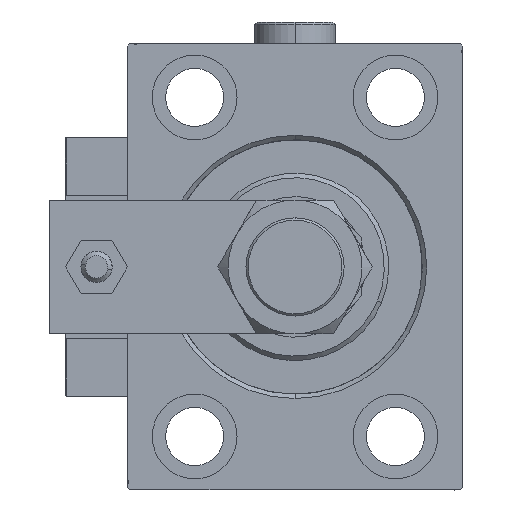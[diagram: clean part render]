
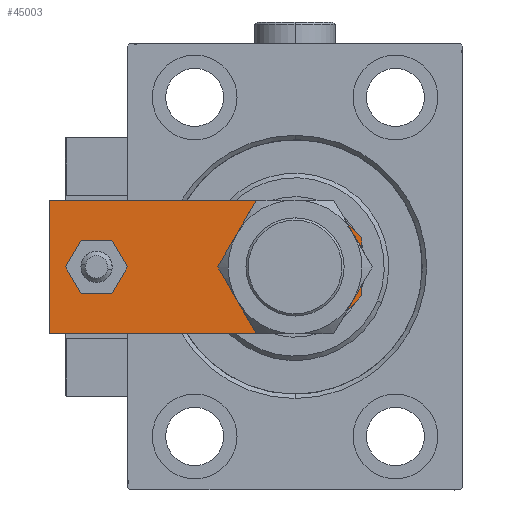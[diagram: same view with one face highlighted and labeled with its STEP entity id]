
A CAD part, left-side view. The second image highlights one B-rep face of the part: STEP entity #45003.
In plain terms, the highlighted face is planar.
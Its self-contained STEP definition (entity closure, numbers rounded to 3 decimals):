
#247 = CARTESIAN_POINT ( 'NONE',  ( 6.5, 0., 8. ) ) ;
#703 = ORIENTED_EDGE ( 'NONE', *, *, #42090, .F. ) ;
#1532 = DIRECTION ( 'NONE',  ( 1., 0., 0. ) ) ;
#2048 = ORIENTED_EDGE ( 'NONE', *, *, #25083, .F. ) ;
#2240 = CARTESIAN_POINT ( 'NONE',  ( 15., 70., 8. ) ) ;
#2504 = CIRCLE ( 'NONE', #20621, 10. ) ;
#3345 = EDGE_CURVE ( 'NONE', #29279, #29251, #24832, .T. ) ;
#3571 = CARTESIAN_POINT ( 'NONE',  ( -15., 8.5, 8. ) ) ;
#4142 = PLANE ( 'NONE',  #5494 ) ;
#5396 = CIRCLE ( 'NONE', #38089, 10. ) ;
#5494 = AXIS2_PLACEMENT_3D ( 'NONE', #48079, #28420, #44844 ) ;
#5591 = CARTESIAN_POINT ( 'NONE',  ( 0., 15., 8. ) ) ;
#6094 = DIRECTION ( 'NONE',  ( 0.707, 0.707, 0. ) ) ;
#6206 = VERTEX_POINT ( 'NONE', #39304 ) ;
#6594 = EDGE_CURVE ( 'NONE', #50667, #23790, #43749, .T. ) ;
#7140 = CARTESIAN_POINT ( 'NONE',  ( 0., 59.5, 8. ) ) ;
#7929 = DIRECTION ( 'NONE',  ( 1., 0., 0. ) ) ;
#8890 = CARTESIAN_POINT ( 'NONE',  ( -10., 15., 8. ) ) ;
#9064 = EDGE_CURVE ( 'NONE', #29251, #23089, #26522, .T. ) ;
#9556 = DIRECTION ( 'NONE',  ( 1., 0., 0. ) ) ;
#9937 = DIRECTION ( 'NONE',  ( 0., 0., 1. ) ) ;
#10148 = DIRECTION ( 'NONE',  ( 0., -1., 0. ) ) ;
#10384 = DIRECTION ( 'NONE',  ( 0., 0., 1. ) ) ;
#11224 = VERTEX_POINT ( 'NONE', #36054 ) ;
#11404 = EDGE_CURVE ( 'NONE', #23089, #50667, #30640, .T. ) ;
#11746 = CARTESIAN_POINT ( 'NONE',  ( 15., 70., 8. ) ) ;
#12437 = AXIS2_PLACEMENT_3D ( 'NONE', #7140, #10384, #51627 ) ;
#12701 = CARTESIAN_POINT ( 'NONE',  ( 15., 0., 8. ) ) ;
#14236 = VECTOR ( 'NONE', #6094, 1000. ) ;
#14503 = EDGE_CURVE ( 'NONE', #19824, #31163, #2504, .T. ) ;
#14943 = ORIENTED_EDGE ( 'NONE', *, *, #47522, .T. ) ;
#16145 = ORIENTED_EDGE ( 'NONE', *, *, #26697, .F. ) ;
#18710 = DIRECTION ( 'NONE',  ( -1., 0., 0. ) ) ;
#18716 = DIRECTION ( 'NONE',  ( 0.707, -0.707, 0. ) ) ;
#19347 = ORIENTED_EDGE ( 'NONE', *, *, #9064, .T. ) ;
#19555 = VECTOR ( 'NONE', #18710, 1000. ) ;
#19824 = VERTEX_POINT ( 'NONE', #47059 ) ;
#20621 = AXIS2_PLACEMENT_3D ( 'NONE', #5591, #22044, #1532 ) ;
#21423 = CARTESIAN_POINT ( 'NONE',  ( -15., 0., 8. ) ) ;
#22044 = DIRECTION ( 'NONE',  ( 0., 0., 1. ) ) ;
#22228 = LINE ( 'NONE', #21423, #50513 ) ;
#23089 = VERTEX_POINT ( 'NONE', #35978 ) ;
#23271 = EDGE_LOOP ( 'NONE', ( #16145, #703 ) ) ;
#23508 = EDGE_LOOP ( 'NONE', ( #28833, #30710, #29818, #14943, #44100, #19347 ) ) ;
#23790 = VERTEX_POINT ( 'NONE', #50436 ) ;
#24832 = LINE ( 'NONE', #12701, #28088 ) ;
#25083 = EDGE_CURVE ( 'NONE', #31163, #19824, #5396, .T. ) ;
#25354 = CIRCLE ( 'NONE', #12437, 4. ) ;
#26522 = LINE ( 'NONE', #2240, #19555 ) ;
#26593 = LINE ( 'NONE', #42998, #14236 ) ;
#26599 = CARTESIAN_POINT ( 'NONE',  ( -15., 70., 8. ) ) ;
#26697 = EDGE_CURVE ( 'NONE', #11224, #6206, #45842, .T. ) ;
#26699 = DIRECTION ( 'NONE',  ( 0., 1., 0. ) ) ;
#28088 = VECTOR ( 'NONE', #26699, 1000. ) ;
#28233 = VECTOR ( 'NONE', #10148, 1000. ) ;
#28420 = DIRECTION ( 'NONE',  ( 0., 0., 1. ) ) ;
#28431 = CARTESIAN_POINT ( 'NONE',  ( 0., 15., 8. ) ) ;
#28687 = FACE_BOUND ( 'NONE', #32630, .T. ) ;
#28833 = ORIENTED_EDGE ( 'NONE', *, *, #11404, .T. ) ;
#29251 = VERTEX_POINT ( 'NONE', #11746 ) ;
#29279 = VERTEX_POINT ( 'NONE', #44353 ) ;
#29357 = DIRECTION ( 'NONE',  ( 1., 0., 0. ) ) ;
#29818 = ORIENTED_EDGE ( 'NONE', *, *, #51231, .T. ) ;
#30640 = LINE ( 'NONE', #26599, #28233 ) ;
#30710 = ORIENTED_EDGE ( 'NONE', *, *, #6594, .T. ) ;
#31163 = VERTEX_POINT ( 'NONE', #8890 ) ;
#31299 = AXIS2_PLACEMENT_3D ( 'NONE', #37958, #9937, #29357 ) ;
#31629 = CARTESIAN_POINT ( 'NONE',  ( -3.25, -3.25, 8. ) ) ;
#32630 = EDGE_LOOP ( 'NONE', ( #2048, #46768 ) ) ;
#34082 = VECTOR ( 'NONE', #18716, 1000. ) ;
#35978 = CARTESIAN_POINT ( 'NONE',  ( -15., 70., 8. ) ) ;
#36054 = CARTESIAN_POINT ( 'NONE',  ( -4., 59.5, 8. ) ) ;
#37958 = CARTESIAN_POINT ( 'NONE',  ( 0., 59.5, 8. ) ) ;
#38089 = AXIS2_PLACEMENT_3D ( 'NONE', #28431, #44854, #7929 ) ;
#39304 = CARTESIAN_POINT ( 'NONE',  ( 4., 59.5, 8. ) ) ;
#41303 = VERTEX_POINT ( 'NONE', #247 ) ;
#42090 = EDGE_CURVE ( 'NONE', #6206, #11224, #25354, .T. ) ;
#42998 = CARTESIAN_POINT ( 'NONE',  ( 3.25, -3.25, 8. ) ) ;
#43749 = LINE ( 'NONE', #31629, #34082 ) ;
#44100 = ORIENTED_EDGE ( 'NONE', *, *, #3345, .T. ) ;
#44353 = CARTESIAN_POINT ( 'NONE',  ( 15., 8.5, 8. ) ) ;
#44844 = DIRECTION ( 'NONE',  ( 1., 0., 0. ) ) ;
#44854 = DIRECTION ( 'NONE',  ( 0., 0., 1. ) ) ;
#45003 = ADVANCED_FACE ( 'NONE', ( #48886, #49151, #28687 ), #4142, .T. ) ;
#45842 = CIRCLE ( 'NONE', #31299, 4. ) ;
#46768 = ORIENTED_EDGE ( 'NONE', *, *, #14503, .F. ) ;
#47059 = CARTESIAN_POINT ( 'NONE',  ( 10., 15., 8. ) ) ;
#47522 = EDGE_CURVE ( 'NONE', #41303, #29279, #26593, .T. ) ;
#48079 = CARTESIAN_POINT ( 'NONE',  ( 0., 0., 8. ) ) ;
#48886 = FACE_BOUND ( 'NONE', #23271, .T. ) ;
#49151 = FACE_OUTER_BOUND ( 'NONE', #23508, .T. ) ;
#50436 = CARTESIAN_POINT ( 'NONE',  ( -6.5, 0., 8. ) ) ;
#50513 = VECTOR ( 'NONE', #9556, 1000. ) ;
#50667 = VERTEX_POINT ( 'NONE', #3571 ) ;
#51231 = EDGE_CURVE ( 'NONE', #23790, #41303, #22228, .T. ) ;
#51627 = DIRECTION ( 'NONE',  ( 1., 0., 0. ) ) ;
